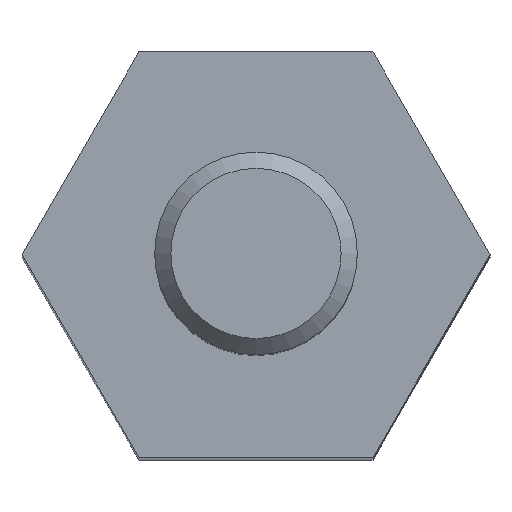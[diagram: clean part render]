
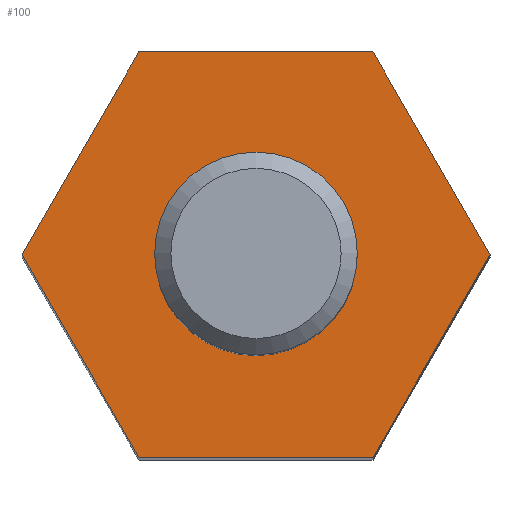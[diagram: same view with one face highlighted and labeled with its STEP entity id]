
A CAD part, top view. The second image highlights one B-rep face of the part: STEP entity #100.
In plain terms, the highlighted planar face has unit normal (0, 0, 1).
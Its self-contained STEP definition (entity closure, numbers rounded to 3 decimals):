
#100 = ADVANCED_FACE( '', ( #206, #207 ), #208, .T. );
#206 = FACE_BOUND( '', #304, .T. );
#207 = FACE_OUTER_BOUND( '', #305, .T. );
#208 = PLANE( '', #306 );
#304 = EDGE_LOOP( '', ( #487 ) );
#305 = EDGE_LOOP( '', ( #488, #489, #490, #491, #492, #493 ) );
#306 = AXIS2_PLACEMENT_3D( '', #494, #495, #496 );
#487 = ORIENTED_EDGE( '', *, *, #508, .T. );
#488 = ORIENTED_EDGE( '', *, *, #539, .T. );
#489 = ORIENTED_EDGE( '', *, *, #561, .T. );
#490 = ORIENTED_EDGE( '', *, *, #500, .T. );
#491 = ORIENTED_EDGE( '', *, *, #550, .T. );
#492 = ORIENTED_EDGE( '', *, *, #522, .T. );
#493 = ORIENTED_EDGE( '', *, *, #552, .T. );
#494 = CARTESIAN_POINT( '', ( 0., 0., 10. ) );
#495 = DIRECTION( '', ( 0., 0., 1. ) );
#496 = DIRECTION( '', ( 1., 0., 0. ) );
#500 = EDGE_CURVE( '', #572, #570, #573, .T. );
#508 = EDGE_CURVE( '', #585, #585, #586, .F. );
#522 = EDGE_CURVE( '', #609, #607, #610, .T. );
#539 = EDGE_CURVE( '', #632, #630, #633, .T. );
#550 = EDGE_CURVE( '', #570, #609, #647, .T. );
#552 = EDGE_CURVE( '', #607, #632, #649, .T. );
#561 = EDGE_CURVE( '', #630, #572, #659, .T. );
#570 = VERTEX_POINT( '', #669 );
#572 = VERTEX_POINT( '', #672 );
#573 = LINE( '', #673, #674 );
#585 = VERTEX_POINT( '', #688 );
#586 = CIRCLE( '', #689, 1.1 );
#607 = VERTEX_POINT( '', #714 );
#609 = VERTEX_POINT( '', #717 );
#610 = LINE( '', #718, #719 );
#630 = VERTEX_POINT( '', #744 );
#632 = VERTEX_POINT( '', #747 );
#633 = LINE( '', #748, #749 );
#647 = LINE( '', #765, #766 );
#649 = LINE( '', #768, #769 );
#659 = LINE( '', #780, #781 );
#669 = CARTESIAN_POINT( '', ( -1.443, -2.5, 10. ) );
#672 = CARTESIAN_POINT( '', ( -2.887, 0., 10. ) );
#673 = CARTESIAN_POINT( '', ( -2.887, 0., 10. ) );
#674 = VECTOR( '', #788, 1000. );
#688 = CARTESIAN_POINT( '', ( 1.1, 0., 10. ) );
#689 = AXIS2_PLACEMENT_3D( '', #800, #801, #802 );
#714 = CARTESIAN_POINT( '', ( 2.887, 0., 10. ) );
#717 = CARTESIAN_POINT( '', ( 1.443, -2.5, 10. ) );
#718 = CARTESIAN_POINT( '', ( 1.443, -2.5, 10. ) );
#719 = VECTOR( '', #820, 1000. );
#744 = CARTESIAN_POINT( '', ( -1.443, 2.5, 10. ) );
#747 = CARTESIAN_POINT( '', ( 1.443, 2.5, 10. ) );
#748 = CARTESIAN_POINT( '', ( 1.443, 2.5, 10. ) );
#749 = VECTOR( '', #839, 1000. );
#765 = CARTESIAN_POINT( '', ( -1.443, -2.5, 10. ) );
#766 = VECTOR( '', #851, 1000. );
#768 = CARTESIAN_POINT( '', ( 2.887, 0., 10. ) );
#769 = VECTOR( '', #852, 1000. );
#780 = CARTESIAN_POINT( '', ( -1.443, 2.5, 10. ) );
#781 = VECTOR( '', #863, 1000. );
#788 = DIRECTION( '', ( 0.5, -0.866, 0. ) );
#800 = CARTESIAN_POINT( '', ( 0., 0., 10. ) );
#801 = DIRECTION( '', ( 0., 0., 1. ) );
#802 = DIRECTION( '', ( 1., 0., 0. ) );
#820 = DIRECTION( '', ( 0.5, 0.866, 0. ) );
#839 = DIRECTION( '', ( -1., 0., 0. ) );
#851 = DIRECTION( '', ( 1., 0., 0. ) );
#852 = DIRECTION( '', ( -0.5, 0.866, 0. ) );
#863 = DIRECTION( '', ( -0.5, -0.866, 0. ) );
